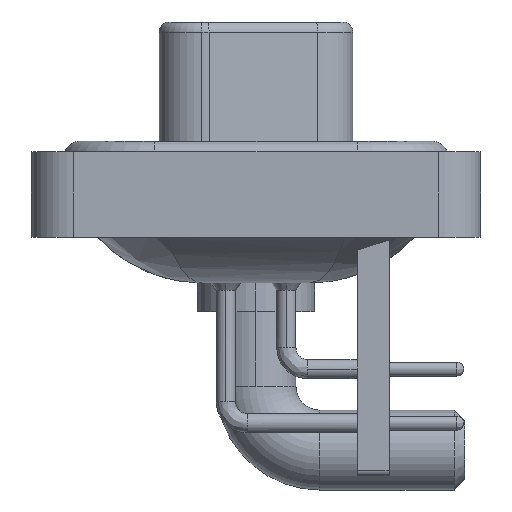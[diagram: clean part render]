
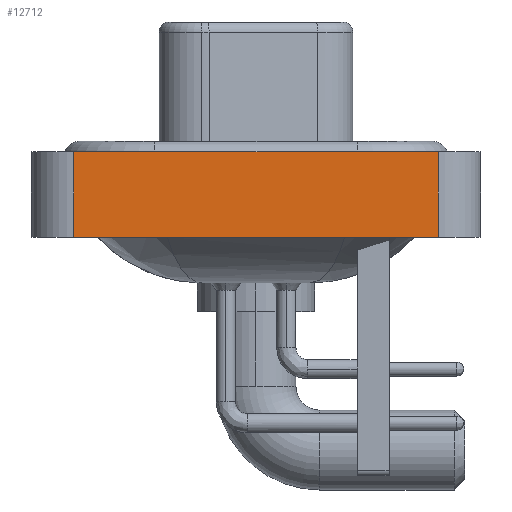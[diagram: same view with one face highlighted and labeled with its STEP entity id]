
A CAD part, left-side view. The second image highlights one B-rep face of the part: STEP entity #12712.
In plain terms, the highlighted planar face has unit normal (-1, 0, 0).
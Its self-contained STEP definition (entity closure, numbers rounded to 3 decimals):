
#83 = EDGE_CURVE ( 'NONE', #19681, #7004, #10955, .T. ) ;
#206 = VECTOR ( 'NONE', #14346, 1000. ) ;
#1524 = DIRECTION ( 'NONE',  ( 0., -1., 0. ) ) ;
#2224 = CARTESIAN_POINT ( 'NONE',  ( -7.25, -8.55, 0.4 ) ) ;
#2662 = ORIENTED_EDGE ( 'NONE', *, *, #2708, .T. ) ;
#2708 = EDGE_CURVE ( 'NONE', #7004, #15435, #23430, .T. ) ;
#3910 = FACE_OUTER_BOUND ( 'NONE', #18749, .T. ) ;
#5878 = VECTOR ( 'NONE', #17348, 1000. ) ;
#6632 = VECTOR ( 'NONE', #1524, 1000. ) ;
#7004 = VERTEX_POINT ( 'NONE', #19519 ) ;
#7867 = CARTESIAN_POINT ( 'NONE',  ( -7.25, 8.55, -3.6 ) ) ;
#9426 = LINE ( 'NONE', #7867, #21944 ) ;
#9764 = CARTESIAN_POINT ( 'NONE',  ( -7.25, -8.55, -3.6 ) ) ;
#10050 = LINE ( 'NONE', #13514, #5878 ) ;
#10517 = ORIENTED_EDGE ( 'NONE', *, *, #83, .T. ) ;
#10807 = VERTEX_POINT ( 'NONE', #13573 ) ;
#10955 = LINE ( 'NONE', #23394, #6632 ) ;
#11189 = DIRECTION ( 'NONE',  ( 0., 0., 1. ) ) ;
#11206 = EDGE_CURVE ( 'NONE', #19681, #10807, #9426, .T. ) ;
#12549 = CARTESIAN_POINT ( 'NONE',  ( -7.25, -8.55, -3.6 ) ) ;
#12712 = ADVANCED_FACE ( 'NONE', ( #3910 ), #18865, .T. ) ;
#13514 = CARTESIAN_POINT ( 'NONE',  ( -7.25, -8.55, 0.4 ) ) ;
#13573 = CARTESIAN_POINT ( 'NONE',  ( -7.25, 8.55, 0.4 ) ) ;
#14346 = DIRECTION ( 'NONE',  ( 0., 0., 1. ) ) ;
#14464 = EDGE_CURVE ( 'NONE', #10807, #15435, #10050, .T. ) ;
#15247 = DIRECTION ( 'NONE',  ( -1., 0., 0. ) ) ;
#15435 = VERTEX_POINT ( 'NONE', #2224 ) ;
#16729 = DIRECTION ( 'NONE',  ( 0., 0., 1. ) ) ;
#17348 = DIRECTION ( 'NONE',  ( 0., -1., 0. ) ) ;
#18749 = EDGE_LOOP ( 'NONE', ( #2662, #20768, #20315, #10517 ) ) ;
#18865 = PLANE ( 'NONE',  #20459 ) ;
#19519 = CARTESIAN_POINT ( 'NONE',  ( -7.25, -8.55, -3.6 ) ) ;
#19681 = VERTEX_POINT ( 'NONE', #22383 ) ;
#20315 = ORIENTED_EDGE ( 'NONE', *, *, #11206, .F. ) ;
#20459 = AXIS2_PLACEMENT_3D ( 'NONE', #9764, #15247, #11189 ) ;
#20768 = ORIENTED_EDGE ( 'NONE', *, *, #14464, .F. ) ;
#21944 = VECTOR ( 'NONE', #16729, 1000. ) ;
#22383 = CARTESIAN_POINT ( 'NONE',  ( -7.25, 8.55, -3.6 ) ) ;
#23394 = CARTESIAN_POINT ( 'NONE',  ( -7.25, -8.55, -3.6 ) ) ;
#23430 = LINE ( 'NONE', #12549, #206 ) ;
